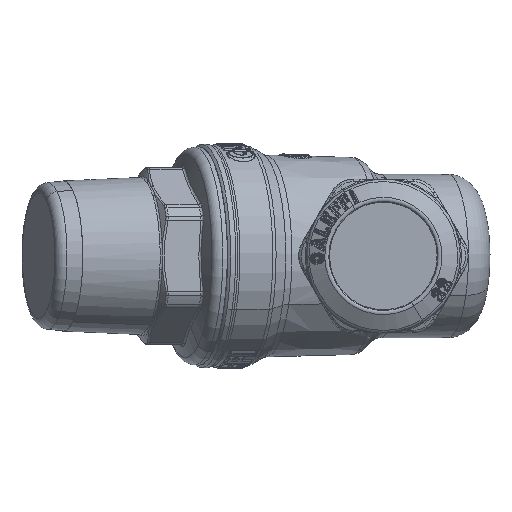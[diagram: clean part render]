
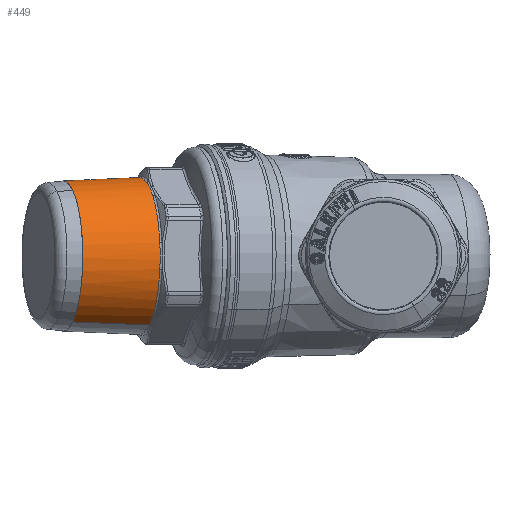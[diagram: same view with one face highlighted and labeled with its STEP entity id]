
A CAD part, left-side view. The second image highlights one B-rep face of the part: STEP entity #449.
In plain terms, the highlighted face is a revolution surface.
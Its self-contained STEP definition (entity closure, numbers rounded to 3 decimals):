
#224=CARTESIAN_POINT('Axis2P3D Location',(-17.697,66.046,0.)) ;
#228=CARTESIAN_POINT('Vertex',(-24.875,64.123,-13.603)) ;
#230=CARTESIAN_POINT('Vertex',(-10.519,67.969,13.603)) ;
#270=CARTESIAN_POINT('Vertex',(-5.946,52.26,14.245)) ;
#331=CARTESIAN_POINT('Vertex',(-20.98,48.232,-14.245)) ;
#335=CARTESIAN_POINT('Control Point',(-20.98,48.232,-14.245)) ;
#336=CARTESIAN_POINT('Control Point',(-22.363,53.512,-14.188)) ;
#337=CARTESIAN_POINT('Control Point',(-23.662,58.813,-13.973)) ;
#338=CARTESIAN_POINT('Control Point',(-24.875,64.123,-13.603)) ;
#341=CARTESIAN_POINT('Control Point',(-5.946,52.26,14.245)) ;
#342=CARTESIAN_POINT('Control Point',(-7.389,57.524,14.188)) ;
#343=CARTESIAN_POINT('Control Point',(-8.915,62.765,13.973)) ;
#344=CARTESIAN_POINT('Control Point',(-10.519,67.969,13.603)) ;
#362=CARTESIAN_POINT('Control Point',(-13.46,50.233,16.232)) ;
#363=CARTESIAN_POINT('Control Point',(-14.874,55.51,16.167)) ;
#364=CARTESIAN_POINT('Control Point',(-16.287,60.785,15.923)) ;
#365=CARTESIAN_POINT('Control Point',(-17.697,66.046,15.5)) ;
#366=CARTESIAN_POINT('Axis1P Location',(-13.452,50.205,0.)) ;
#371=CARTESIAN_POINT('Control Point',(-23.488,47.61,-12.491)) ;
#372=CARTESIAN_POINT('Control Point',(-22.885,47.772,-13.009)) ;
#373=CARTESIAN_POINT('Control Point',(-22.259,47.897,-13.468)) ;
#374=CARTESIAN_POINT('Control Point',(-21.63,48.048,-13.876)) ;
#375=CARTESIAN_POINT('Control Point',(-20.98,48.232,-14.245)) ;
#376=CARTESIAN_POINT('Vertex',(-23.488,47.61,-12.491)) ;
#379=CARTESIAN_POINT('Axis2P3D Location',(-13.476,50.293,0.)) ;
#383=CARTESIAN_POINT('Vertex',(-28.931,46.152,-2.731)) ;
#387=CARTESIAN_POINT('Control Point',(-28.931,46.152,2.731)) ;
#388=CARTESIAN_POINT('Control Point',(-29.028,46.126,2.14)) ;
#389=CARTESIAN_POINT('Control Point',(-29.092,46.088,1.559)) ;
#390=CARTESIAN_POINT('Control Point',(-29.129,46.054,0.987)) ;
#391=CARTESIAN_POINT('Control Point',(-29.16,46.026,-0.088)) ;
#392=CARTESIAN_POINT('Control Point',(-29.117,46.065,-1.166)) ;
#393=CARTESIAN_POINT('Control Point',(-29.078,46.096,-1.681)) ;
#394=CARTESIAN_POINT('Control Point',(-29.018,46.128,-2.202)) ;
#395=CARTESIAN_POINT('Control Point',(-28.931,46.152,-2.731)) ;
#396=CARTESIAN_POINT('Vertex',(-28.931,46.152,2.731)) ;
#399=CARTESIAN_POINT('Axis2P3D Location',(-13.476,50.293,0.)) ;
#403=CARTESIAN_POINT('Vertex',(-23.488,47.61,12.491)) ;
#407=CARTESIAN_POINT('Control Point',(-23.488,47.61,12.491)) ;
#408=CARTESIAN_POINT('Control Point',(-22.887,47.771,13.008)) ;
#409=CARTESIAN_POINT('Control Point',(-22.264,47.896,13.464)) ;
#410=CARTESIAN_POINT('Control Point',(-21.635,48.047,13.873)) ;
#411=CARTESIAN_POINT('Control Point',(-20.987,48.23,14.241)) ;
#412=CARTESIAN_POINT('Vertex',(-20.987,48.23,14.241)) ;
#416=CARTESIAN_POINT('Control Point',(-20.987,48.23,14.241)) ;
#417=CARTESIAN_POINT('Control Point',(-20.334,48.414,14.612)) ;
#418=CARTESIAN_POINT('Control Point',(-19.657,48.637,14.939)) ;
#419=CARTESIAN_POINT('Control Point',(-18.919,48.835,15.222)) ;
#420=CARTESIAN_POINT('Vertex',(-18.919,48.835,15.222)) ;
#423=CARTESIAN_POINT('Axis2P3D Location',(-13.476,50.293,0.)) ;
#427=CARTESIAN_POINT('Vertex',(-8.033,51.751,15.222)) ;
#431=CARTESIAN_POINT('Control Point',(-5.946,52.26,14.245)) ;
#432=CARTESIAN_POINT('Control Point',(-6.602,52.094,14.614)) ;
#433=CARTESIAN_POINT('Control Point',(-7.297,51.949,14.94)) ;
#434=CARTESIAN_POINT('Control Point',(-8.033,51.751,15.222)) ;
#225=DIRECTION('Axis2P3D Direction',(-0.259,0.966,0.)) ;
#367=DIRECTION('Axis1P Direction',(-0.259,0.966,0.)) ;
#380=DIRECTION('Axis2P3D Direction',(-0.259,0.966,0.)) ;
#400=DIRECTION('Axis2P3D Direction',(-0.259,0.966,0.)) ;
#424=DIRECTION('Axis2P3D Direction',(-0.259,0.966,0.)) ;
#226=AXIS2_PLACEMENT_3D('Circle Axis2P3D',#224,#225,$) ;
#381=AXIS2_PLACEMENT_3D('Circle Axis2P3D',#379,#380,$) ;
#401=AXIS2_PLACEMENT_3D('Circle Axis2P3D',#399,#400,$) ;
#425=AXIS2_PLACEMENT_3D('Circle Axis2P3D',#423,#424,$) ;
#227=CIRCLE('generated circle',#226,15.5) ;
#382=CIRCLE('generated circle',#381,16.231) ;
#402=CIRCLE('generated circle',#401,16.231) ;
#426=CIRCLE('generated circle',#425,16.231) ;
#369=SURFACE_OF_REVOLUTION('Surface of Revolution',#361,#368) ;
#368=AXIS1_PLACEMENT('Revolution Surface Axis1P',#366,#367) ;
#232=EDGE_CURVE('',#229,#231,#227,.T.) ;
#339=EDGE_CURVE('',#332,#229,#334,.T.) ;
#345=EDGE_CURVE('',#271,#231,#340,.T.) ;
#378=EDGE_CURVE('',#332,#377,#370,.F.) ;
#385=EDGE_CURVE('',#377,#384,#382,.T.) ;
#398=EDGE_CURVE('',#384,#397,#386,.F.) ;
#405=EDGE_CURVE('',#397,#404,#402,.T.) ;
#414=EDGE_CURVE('',#404,#413,#406,.T.) ;
#422=EDGE_CURVE('',#413,#421,#415,.T.) ;
#429=EDGE_CURVE('',#421,#428,#426,.T.) ;
#435=EDGE_CURVE('',#428,#271,#430,.F.) ;
#437=ORIENTED_EDGE('',*,*,#378,.T.) ;
#438=ORIENTED_EDGE('',*,*,#385,.T.) ;
#439=ORIENTED_EDGE('',*,*,#398,.T.) ;
#440=ORIENTED_EDGE('',*,*,#405,.T.) ;
#441=ORIENTED_EDGE('',*,*,#414,.T.) ;
#442=ORIENTED_EDGE('',*,*,#422,.T.) ;
#443=ORIENTED_EDGE('',*,*,#429,.T.) ;
#444=ORIENTED_EDGE('',*,*,#435,.T.) ;
#445=ORIENTED_EDGE('',*,*,#345,.T.) ;
#446=ORIENTED_EDGE('',*,*,#232,.F.) ;
#447=ORIENTED_EDGE('',*,*,#339,.F.) ;
#436=EDGE_LOOP('',(#437,#438,#439,#440,#441,#442,#443,#444,#445,#446,#447)) ;
#229=VERTEX_POINT('',#228) ;
#231=VERTEX_POINT('',#230) ;
#271=VERTEX_POINT('',#270) ;
#332=VERTEX_POINT('',#331) ;
#377=VERTEX_POINT('',#376) ;
#384=VERTEX_POINT('',#383) ;
#397=VERTEX_POINT('',#396) ;
#404=VERTEX_POINT('',#403) ;
#413=VERTEX_POINT('',#412) ;
#421=VERTEX_POINT('',#420) ;
#428=VERTEX_POINT('',#427) ;
#449=ADVANCED_FACE('PartBody',(#448),#369,.T.) ;
#334=B_SPLINE_CURVE_WITH_KNOTS('',3,(#335,#336,#337,#338),.UNSPECIFIED.,.F.,.U.,(4,4),(2.993,19.37),.UNSPECIFIED.) ;
#340=B_SPLINE_CURVE_WITH_KNOTS('',3,(#341,#342,#343,#344),.UNSPECIFIED.,.F.,.U.,(4,4),(2.993,19.37),.UNSPECIFIED.) ;
#361=B_SPLINE_CURVE_WITH_KNOTS('',3,(#362,#363,#364,#365),.UNSPECIFIED.,.F.,.U.,(4,4),(2.98,19.37),.UNSPECIFIED.) ;
#370=B_SPLINE_CURVE_WITH_KNOTS('',4,(#371,#372,#373,#374,#375),.UNSPECIFIED.,.F.,.U.,(5,5),(21.342,41.164),.UNSPECIFIED.) ;
#386=B_SPLINE_CURVE_WITH_KNOTS('',5,(#387,#388,#389,#390,#391,#392,#393,#394,#395),.UNSPECIFIED.,.F.,.U.,(6,3,6),(21.342,39.638,56.053),.UNSPECIFIED.) ;
#406=B_SPLINE_CURVE_WITH_KNOTS('',4,(#407,#408,#409,#410,#411),.UNSPECIFIED.,.F.,.U.,(5,5),(0.,19.763),.UNSPECIFIED.) ;
#415=B_SPLINE_CURVE_WITH_KNOTS('',3,(#416,#417,#418,#419),.UNSPECIFIED.,.F.,.U.,(4,4),(0.,14.927),.UNSPECIFIED.) ;
#430=B_SPLINE_CURVE_WITH_KNOTS('',3,(#431,#432,#433,#434),.UNSPECIFIED.,.F.,.U.,(4,4),(0.,14.891),.UNSPECIFIED.) ;
#448=FACE_OUTER_BOUND('',#436,.T.) ;
